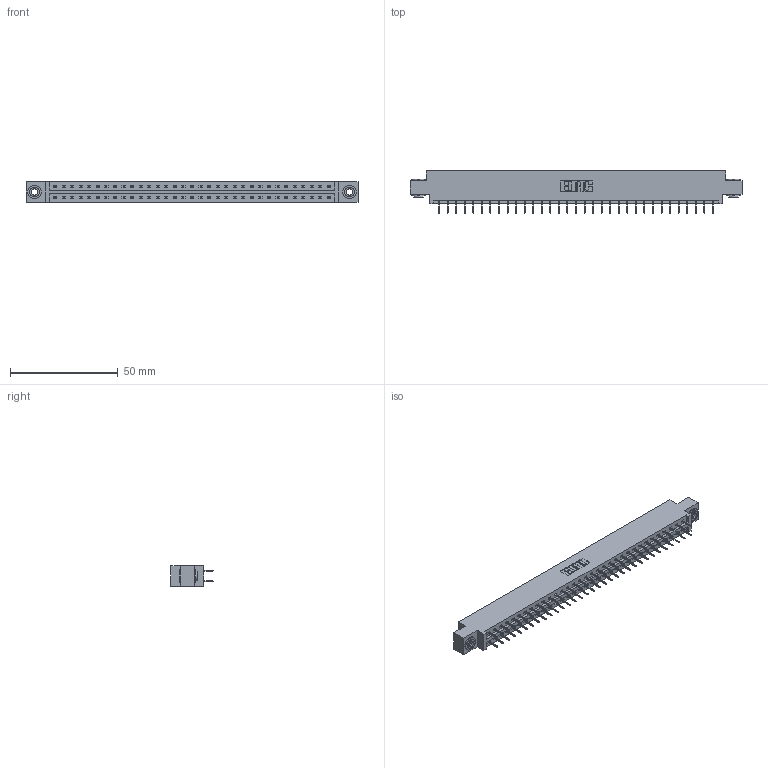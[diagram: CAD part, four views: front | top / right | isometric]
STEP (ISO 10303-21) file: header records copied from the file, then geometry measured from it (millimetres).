
FILE_DESCRIPTION (( 'STEP AP203' ), '1' );
FILE_NAME ('387-066-524-803.STEP', '2019-10-19T18:29:29', ( '' ), ( '' ), 'SwSTEP 2.0', 'SolidWorks 2016', '' );
FILE_SCHEMA (( 'CONFIG_CONTROL_DESIGN' ));
Length unit declared in the file: inch
Products named in the file (4): 387-066-524-803; 345-250-002_345-250-002-102; 337 Part_0.170 Offset - 0.156 Dia-TH; 345-292-001_345-293-124
Assembly tree (69 placements, depth 2):
  387-066-524-803
    337 Part_0.170 Offset - 0.156 Dia-TH
    345-292-001_345-293-124  x66
    345-250-002_345-250-002-102  x2
Bounding box: 153.77 x 19.69 x 9.4 mm (x, y, z)
Volume: 15887.9 mm3; surface area: 17896.7 mm2
Topology: 69 solids, 69 shells, 3984 faces, 11289 edges, 7258 vertices
Faces by surface type: plane 2988, cylinder 988, cone 8
Entity records: 27606 total; most frequent: CARTESIAN_POINT 4633, ORIENTED_EDGE 4562, DIRECTION 3991, EDGE_CURVE 2281, LINE 2133, VECTOR 2133, VERTEX_POINT 1514, AXIS2_PLACEMENT_3D 929
